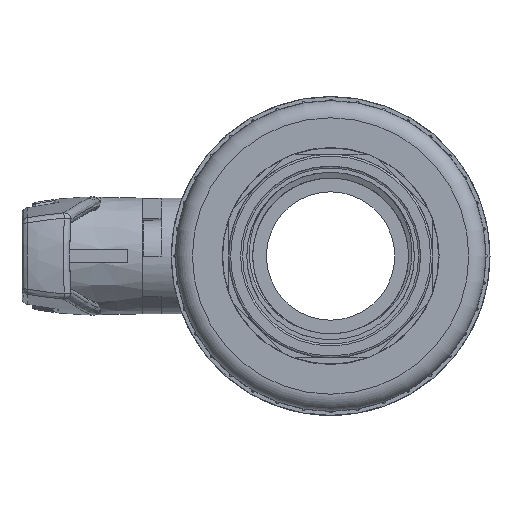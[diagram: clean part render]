
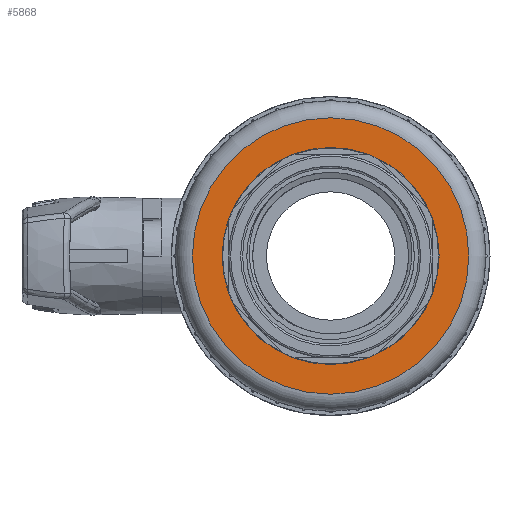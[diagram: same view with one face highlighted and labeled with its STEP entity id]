
A CAD part, left-side view. The second image highlights one B-rep face of the part: STEP entity #5868.
In plain terms, the highlighted planar face has unit normal (-1, 0, 0).
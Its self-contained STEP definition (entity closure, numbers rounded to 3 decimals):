
#5868=ADVANCED_FACE('',(#7169,#7170),#6672,.F.);
#6672=PLANE('',#20714);
#7169=FACE_BOUND('',#8108,.T.);
#7170=FACE_BOUND('',#8109,.T.);
#8108=EDGE_LOOP('',(#12126));
#8109=EDGE_LOOP('',(#12127));
#12126=ORIENTED_EDGE('',*,*,#17900,.T.);
#12127=ORIENTED_EDGE('',*,*,#17901,.T.);
#15475=VERTEX_POINT('',#39641);
#15476=VERTEX_POINT('',#39643);
#17900=EDGE_CURVE('',#15475,#15475,#19333,.T.);
#17901=EDGE_CURVE('',#15476,#15476,#19334,.T.);
#19333=CIRCLE('',#20712,34.556);
#19334=CIRCLE('',#20713,27.136);
#20712=AXIS2_PLACEMENT_3D('',#39640,#24641,#24642);
#20713=AXIS2_PLACEMENT_3D('',#39642,#24643,#24644);
#20714=AXIS2_PLACEMENT_3D('',#39644,#24645,#24646);
#24641=DIRECTION('',(-1.,0.,0.));
#24642=DIRECTION('',(0.,1.,0.));
#24643=DIRECTION('',(1.,0.,0.));
#24644=DIRECTION('',(0.,0.,-1.));
#24645=DIRECTION('',(1.,0.,0.));
#24646=DIRECTION('',(0.,-1.,0.));
#39640=CARTESIAN_POINT('',(-511.964,-1.25,0.));
#39641=CARTESIAN_POINT('',(-511.964,33.306,0.));
#39642=CARTESIAN_POINT('',(-511.964,-1.25,0.));
#39643=CARTESIAN_POINT('',(-511.964,-1.25,-27.136));
#39644=CARTESIAN_POINT('',(-511.964,37.546,0.));
